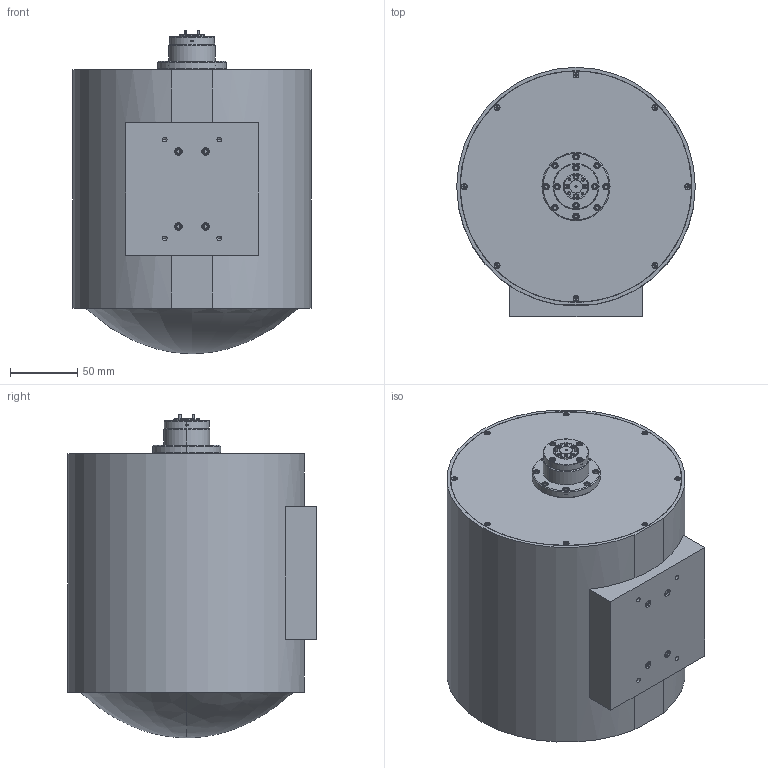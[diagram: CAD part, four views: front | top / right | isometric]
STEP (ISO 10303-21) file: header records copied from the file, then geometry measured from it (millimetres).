
FILE_DESCRIPTION (( 'STEP AP203' ), '1' );
FILE_NAME ('SAF1442244501-059-S1, Defeatured.STEP', '2021-08-25T00:16:44', ( '' ), ( '' ), 'SwSTEP 2.0', 'SolidWorks 2021', '' );
FILE_SCHEMA (( 'CONFIG_CONTROL_DESIGN' ));
Length unit declared in the file: millimetre
Products named in the file (1): SAF1442244501-059-S1, Defeatured
Bounding box: 177.8 x 185.58 x 241.11 mm (x, y, z)
Volume: 4903162 mm3; surface area: 179972.2 mm2
Topology: 31 solids, 36 shells, 1235 faces, 2817 edges, 1735 vertices
Faces by surface type: plane 542, cylinder 373, cone 318, bspline 2
Entity records: 36954 total; most frequent: CARTESIAN_POINT 9610, DIRECTION 5799, ORIENTED_EDGE 5534, EDGE_CURVE 2767, AXIS2_PLACEMENT_3D 2304, VERTEX_POINT 1735, EDGE_LOOP 1378, ADVANCED_FACE 1235
